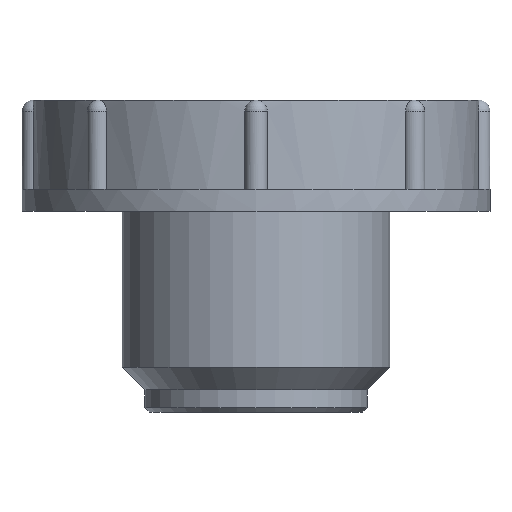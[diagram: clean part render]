
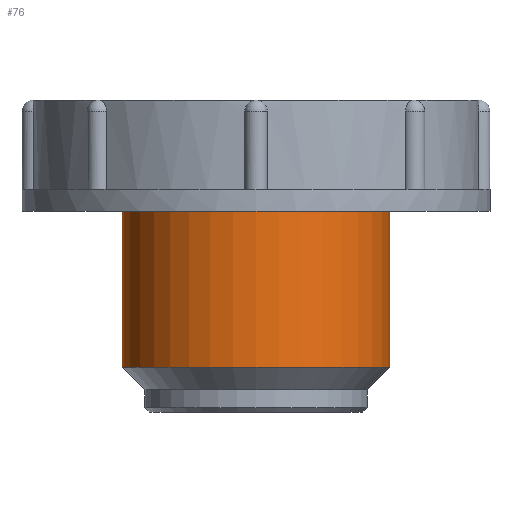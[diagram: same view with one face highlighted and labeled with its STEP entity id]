
A CAD part, front view. The second image highlights one B-rep face of the part: STEP entity #76.
In plain terms, the highlighted cylindrical face has radius 6 mm (diameter 12 mm), a full revolution.
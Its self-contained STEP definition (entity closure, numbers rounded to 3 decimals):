
#76 = ADVANCED_FACE( '', ( #197, #198 ), #199, .T. );
#197 = FACE_OUTER_BOUND( '', #370, .T. );
#198 = FACE_OUTER_BOUND( '', #371, .T. );
#199 = CYLINDRICAL_SURFACE( '', #372, 6. );
#370 = EDGE_LOOP( '', ( #537 ) );
#371 = EDGE_LOOP( '', ( #538 ) );
#372 = AXIS2_PLACEMENT_3D( '', #539, #540, #541 );
#537 = ORIENTED_EDGE( '', *, *, #971, .T. );
#538 = ORIENTED_EDGE( '', *, *, #972, .F. );
#539 = CARTESIAN_POINT( '', ( 0., 0., 57.15 ) );
#540 = DIRECTION( '', ( 0., 0., -1. ) );
#541 = DIRECTION( '', ( 1., 0., 0. ) );
#971 = EDGE_CURVE( '', #1136, #1136, #1137, .T. );
#972 = EDGE_CURVE( '', #1138, #1138, #1139, .T. );
#1136 = VERTEX_POINT( '', #1374 );
#1137 = CIRCLE( '', #1375, 6. );
#1138 = VERTEX_POINT( '', #1376 );
#1139 = CIRCLE( '', #1377, 6. );
#1374 = CARTESIAN_POINT( '', ( 6., 0., -7. ) );
#1375 = AXIS2_PLACEMENT_3D( '', #1723, #1724, #1725 );
#1376 = CARTESIAN_POINT( '', ( 6., 0., 0. ) );
#1377 = AXIS2_PLACEMENT_3D( '', #1726, #1727, #1728 );
#1723 = CARTESIAN_POINT( '', ( 0., 0., -7. ) );
#1724 = DIRECTION( '', ( 0., 0., 1. ) );
#1725 = DIRECTION( '', ( 1., 0., 0. ) );
#1726 = CARTESIAN_POINT( '', ( 0., 0., 0. ) );
#1727 = DIRECTION( '', ( 0., 0., 1. ) );
#1728 = DIRECTION( '', ( 1., 0., 0. ) );
